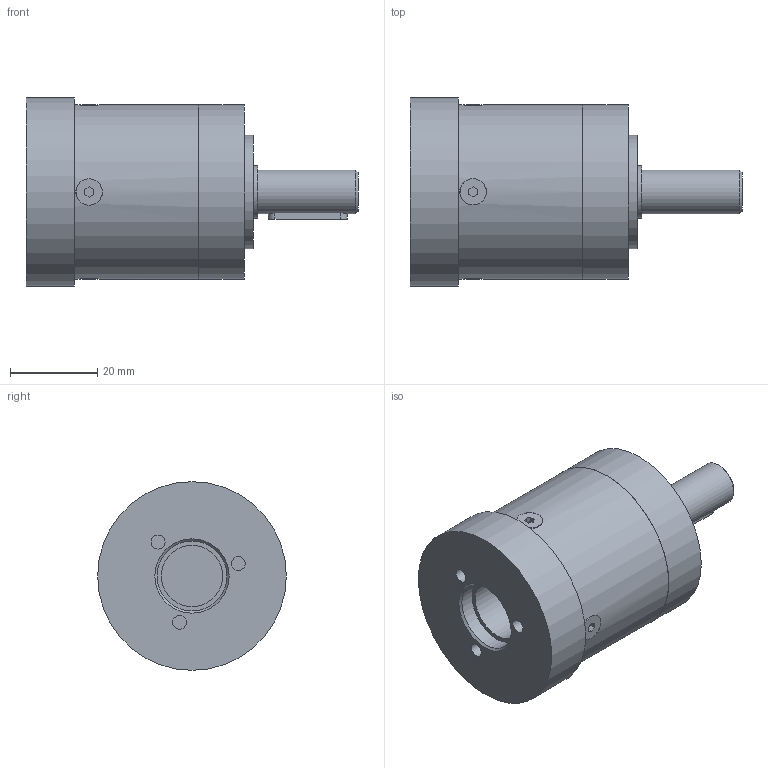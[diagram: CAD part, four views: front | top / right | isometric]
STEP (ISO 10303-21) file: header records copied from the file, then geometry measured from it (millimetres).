
FILE_DESCRIPTION(/* description */ (''),/* implementation_level */ '2;1');
FILE_NAME(/* name */ 'GPLE40-1S_DF45.stp',/* time_stamp */ '2017-10-12T10:58:38+02:00',/* author */ ('angelika.schneid'),/* organization */ (''),/* preprocessor_version */ 'ST-DEVELOPER v16.5',/* originating_system */ 'Autodesk Inventor 2017',/* authorisation */ '');
FILE_SCHEMA (('AUTOMOTIVE_DESIGN { 1 0 10303 214 3 1 1 }'));
Length unit declared in the file: millimetre
Products named in the file (1): GPLE40-1S_DF45
Bounding box: 76 x 43.2 x 43.2 mm (x, y, z)
Volume: 61634.6 mm3; surface area: 17625.1 mm2
Topology: 6 solids, 11 shells, 148 faces, 328 edges, 214 vertices
Faces by surface type: plane 66, cylinder 55, cone 20, torus 7
Full cylindrical faces by diameter (mm): 2.3 x1, 2.4 x1, 2.78 x4, 3 x5, 3.2 x4, 3.4 x8, 3.8 x4, 4 x4, 6 x4, 6.5 x3, 10 x1, 12 x1, 14 x1, 16 x1, 17.8 x1, 26 x1, 33.4 x2, 35.4 x1, 35.5 x1, 37 x2, 39.9 x1, 40 x1, 43.2 x1
Entity records: 4060 total; most frequent: CARTESIAN_POINT 1039, DIRECTION 602, ORIENTED_EDGE 418, EDGE_LOOP 274, AXIS2_PLACEMENT_3D 261, EDGE_CURVE 214, VERTEX_POINT 184, FACE_OUTER_BOUND 148
